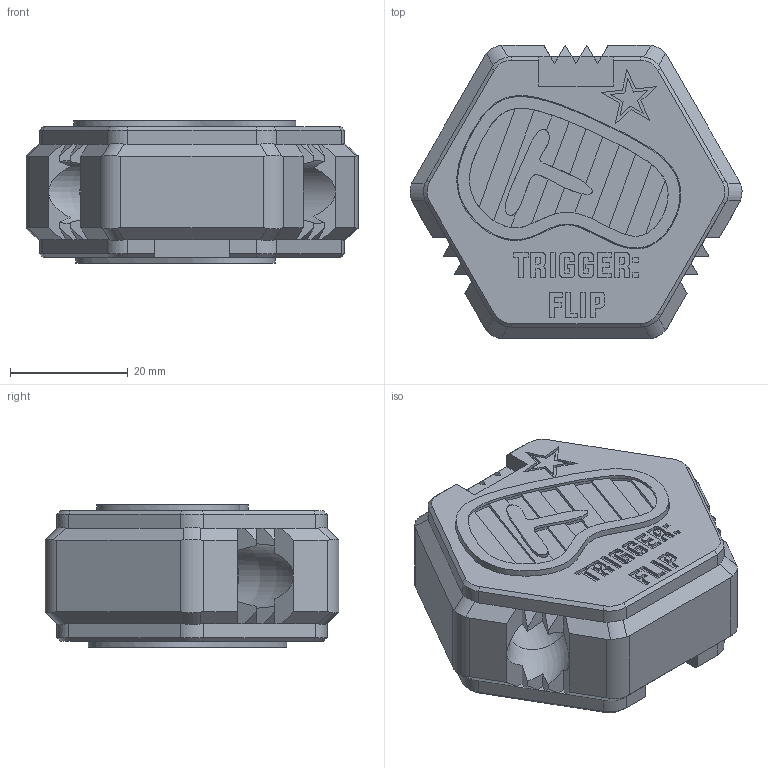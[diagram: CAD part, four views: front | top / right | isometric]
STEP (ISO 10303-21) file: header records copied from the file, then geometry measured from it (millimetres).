
FILE_DESCRIPTION(/* description */ ('','CAx-IF Rec.Pracs.---Representation and Presentation of Product Manufacturing Information (PMI)---4.0---2014-10-13'),/* implementation_level */ '2;1');
FILE_NAME(/* name */ 'Steak.step',/* time_stamp */ '2025-03-26T19:38:26-07:00',/* author */ (''),/* organization */ (''),/* preprocessor_version */ 'ST-DEVELOPER v20',/* originating_system */ 'Autodesk Translation Framework v13.20.0.188',/* authorisation */ '');
FILE_SCHEMA (('AP242_MANAGED_MODEL_BASED_3D_ENGINEERING_MIM_LF { 1 0 10303 442 1 1 4 }'));
Length unit declared in the file: millimetre
Products named in the file (3): Steak; Steak Raw; Steak Grilled
Assembly tree (2 placements, depth 2):
  Steak
    Steak Raw
    Steak Grilled
Bounding box: 56.49 x 50 x 24.2 mm (x, y, z)
Volume: 38252.3 mm3; surface area: 13514.2 mm2
Topology: 3 solids, 3 shells, 617 faces, 1647 edges, 1069 vertices
Faces by surface type: plane 473, bspline 98, cylinder 32, cone 12, torus 2
Full cylindrical faces by diameter (mm): 11 x2
Entity records: 21958 total; most frequent: CARTESIAN_POINT 7187, ORIENTED_EDGE 3286, DIRECTION 2582, EDGE_CURVE 1643, LINE 1292, VECTOR 1292, VERTEX_POINT 1069, EDGE_LOOP 658
